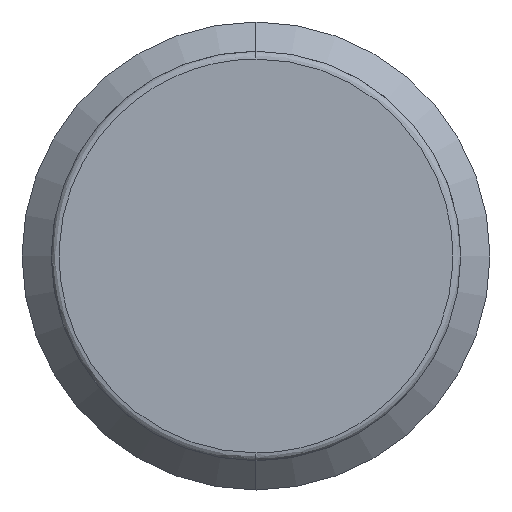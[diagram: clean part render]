
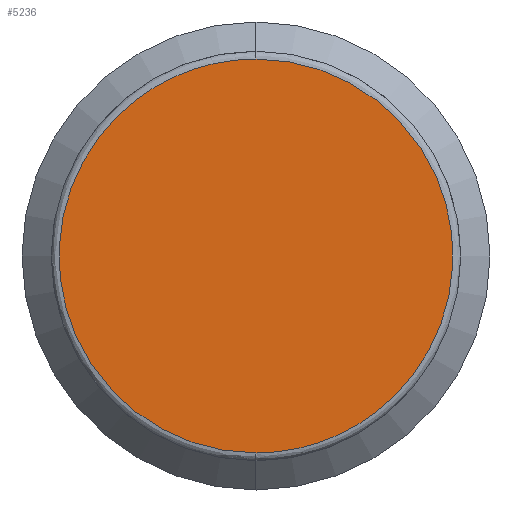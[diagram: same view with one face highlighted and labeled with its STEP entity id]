
A CAD part, left-side view. The second image highlights one B-rep face of the part: STEP entity #5236.
In plain terms, the highlighted planar face has unit normal (-1, 0, 0).
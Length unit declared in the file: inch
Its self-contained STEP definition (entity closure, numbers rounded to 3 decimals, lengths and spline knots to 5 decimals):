
#84 = ORIENTED_EDGE ( 'NONE', *, *, #1146, .F. ) ;
#221 = AXIS2_PLACEMENT_3D ( 'NONE', #4998, #2284, #3080 ) ;
#333 = CARTESIAN_POINT ( 'NONE',  ( -0.01969, -0.39764, 0.19882 ) ) ;
#375 = CARTESIAN_POINT ( 'NONE',  ( -0.01969, 0., 0.19882 ) ) ;
#834 = CARTESIAN_POINT ( 'NONE',  ( -0.01969, 0., -0.19882 ) ) ;
#1146 = EDGE_CURVE ( 'NONE', #5814, #4908, #2231, .T. ) ;
#1341 = CARTESIAN_POINT ( 'NONE',  ( -0.01969, 0., -0.19882 ) ) ;
#1352 =( BOUNDED_CURVE ( )  B_SPLINE_CURVE ( 3, ( #5765, #1703, #4433, #375 ),
 .UNSPECIFIED., .F., .F. ) 
 B_SPLINE_CURVE_WITH_KNOTS ( ( 4, 4 ),
 ( 0., 0.5 ),
 .UNSPECIFIED. ) 
 CURVE ( )  GEOMETRIC_REPRESENTATION_ITEM ( )  RATIONAL_B_SPLINE_CURVE ( ( 1., 0.333, 0.333, 1. ) ) 
 REPRESENTATION_ITEM ( '' )  );
#1703 = CARTESIAN_POINT ( 'NONE',  ( -0.01969, 0.39764, -0.19882 ) ) ;
#2093 = FACE_OUTER_BOUND ( 'NONE', #3325, .T. ) ;
#2162 = CARTESIAN_POINT ( 'NONE',  ( -0.01969, 0., 0.19882 ) ) ;
#2231 =( BOUNDED_CURVE ( )  B_SPLINE_CURVE ( 3, ( #3042, #333, #3512, #834 ),
 .UNSPECIFIED., .F., .F. ) 
 B_SPLINE_CURVE_WITH_KNOTS ( ( 4, 4 ),
 ( 0.5, 1. ),
 .UNSPECIFIED. ) 
 CURVE ( )  GEOMETRIC_REPRESENTATION_ITEM ( )  RATIONAL_B_SPLINE_CURVE ( ( 1., 0.333, 0.333, 1. ) ) 
 REPRESENTATION_ITEM ( '' )  );
#2284 = DIRECTION ( 'NONE',  ( 1., 0., 0. ) ) ;
#2310 = ORIENTED_EDGE ( 'NONE', *, *, #3423, .F. ) ;
#3042 = CARTESIAN_POINT ( 'NONE',  ( -0.01969, 0., 0.19882 ) ) ;
#3080 = DIRECTION ( 'NONE',  ( 0., 0., -1. ) ) ;
#3325 = EDGE_LOOP ( 'NONE', ( #2310, #84 ) ) ;
#3423 = EDGE_CURVE ( 'NONE', #4908, #5814, #1352, .T. ) ;
#3512 = CARTESIAN_POINT ( 'NONE',  ( -0.01969, -0.39764, -0.19882 ) ) ;
#4433 = CARTESIAN_POINT ( 'NONE',  ( -0.01969, 0.39764, 0.19882 ) ) ;
#4520 = PLANE ( 'NONE',  #221 ) ;
#4908 = VERTEX_POINT ( 'NONE', #1341 ) ;
#4998 = CARTESIAN_POINT ( 'NONE',  ( -0.01969, 0., 0. ) ) ;
#5236 = ADVANCED_FACE ( 'NONE', ( #2093 ), #4520, .F. ) ;
#5765 = CARTESIAN_POINT ( 'NONE',  ( -0.01969, 0., -0.19882 ) ) ;
#5814 = VERTEX_POINT ( 'NONE', #2162 ) ;
